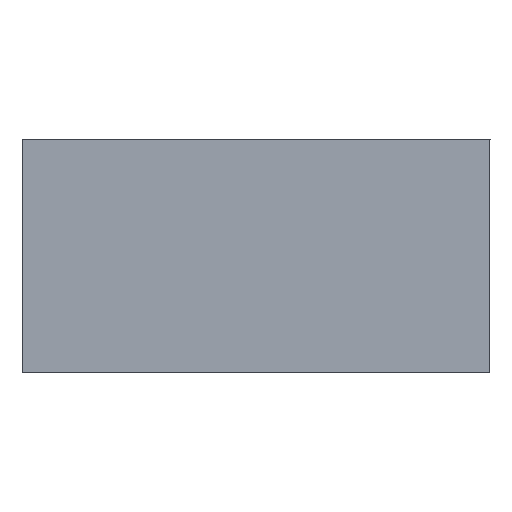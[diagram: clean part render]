
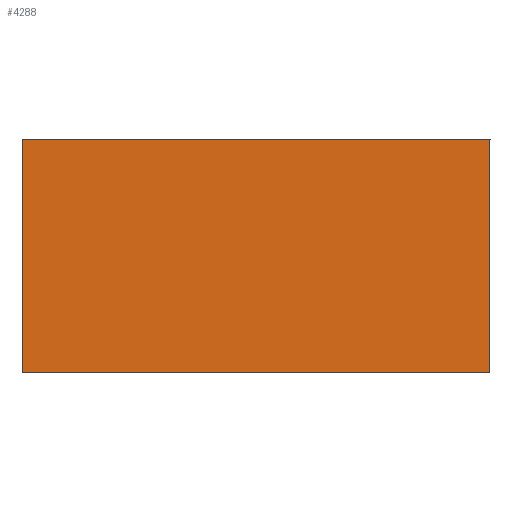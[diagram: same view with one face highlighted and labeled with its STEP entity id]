
A CAD part, left-side view. The second image highlights one B-rep face of the part: STEP entity #4288.
In plain terms, the highlighted planar face has unit normal (-1, 0, 0).
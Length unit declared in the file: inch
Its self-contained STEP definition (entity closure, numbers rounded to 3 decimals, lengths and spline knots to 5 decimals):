
#51 = AXIS2_PLACEMENT_3D ( 'NONE', #3722, #3338, #4936 ) ;
#195 = EDGE_CURVE ( 'NONE', #830, #3878, #942, .T. ) ;
#421 = CARTESIAN_POINT ( 'NONE',  ( -0.05906, 0.05906, 0.05905 ) ) ;
#481 = LINE ( 'NONE', #421, #4605 ) ;
#563 = FACE_OUTER_BOUND ( 'NONE', #1222, .T. ) ;
#588 = CARTESIAN_POINT ( 'NONE',  ( -0.05906, -0.05906, 0.05906 ) ) ;
#662 = VECTOR ( 'NONE', #4907, 39.37008 ) ;
#830 = VERTEX_POINT ( 'NONE', #2657 ) ;
#942 = LINE ( 'NONE', #3309, #662 ) ;
#1222 = EDGE_LOOP ( 'NONE', ( #2138, #1826, #3918, #3499 ) ) ;
#1319 = DIRECTION ( 'NONE',  ( 0., 0., -1. ) ) ;
#1582 = VERTEX_POINT ( 'NONE', #4843 ) ;
#1649 = CARTESIAN_POINT ( 'NONE',  ( -0.05906, 0.05906, 0.05906 ) ) ;
#1687 = DIRECTION ( 'NONE',  ( 0., -1., 0. ) ) ;
#1826 = ORIENTED_EDGE ( 'NONE', *, *, #4794, .F. ) ;
#1986 = DIRECTION ( 'NONE',  ( 0., 0., 1. ) ) ;
#2091 = LINE ( 'NONE', #588, #4435 ) ;
#2127 = EDGE_CURVE ( 'NONE', #4149, #3878, #2091, .T. ) ;
#2138 = ORIENTED_EDGE ( 'NONE', *, *, #3365, .F. ) ;
#2318 = CARTESIAN_POINT ( 'NONE',  ( -0.05906, -0.05906, 0. ) ) ;
#2502 = LINE ( 'NONE', #1649, #4216 ) ;
#2657 = CARTESIAN_POINT ( 'NONE',  ( -0.05906, 0.05906, 0. ) ) ;
#3309 = CARTESIAN_POINT ( 'NONE',  ( -0.05906, 0., 0. ) ) ;
#3338 = DIRECTION ( 'NONE',  ( 1., 0., 0. ) ) ;
#3365 = EDGE_CURVE ( 'NONE', #1582, #4149, #481, .T. ) ;
#3499 = ORIENTED_EDGE ( 'NONE', *, *, #2127, .F. ) ;
#3722 = CARTESIAN_POINT ( 'NONE',  ( -0.05906, 0.05906, 0.05906 ) ) ;
#3732 = CARTESIAN_POINT ( 'NONE',  ( -0.05906, -0.05906, 0.05905 ) ) ;
#3878 = VERTEX_POINT ( 'NONE', #2318 ) ;
#3918 = ORIENTED_EDGE ( 'NONE', *, *, #195, .T. ) ;
#4135 = PLANE ( 'NONE',  #51 ) ;
#4149 = VERTEX_POINT ( 'NONE', #3732 ) ;
#4216 = VECTOR ( 'NONE', #1986, 39.37008 ) ;
#4288 = ADVANCED_FACE ( 'NONE', ( #563 ), #4135, .F. ) ;
#4435 = VECTOR ( 'NONE', #1319, 39.37008 ) ;
#4605 = VECTOR ( 'NONE', #1687, 39.37008 ) ;
#4794 = EDGE_CURVE ( 'NONE', #830, #1582, #2502, .T. ) ;
#4843 = CARTESIAN_POINT ( 'NONE',  ( -0.05906, 0.05906, 0.05905 ) ) ;
#4907 = DIRECTION ( 'NONE',  ( 0., -1., 0. ) ) ;
#4936 = DIRECTION ( 'NONE',  ( 0., 0., -1. ) ) ;
